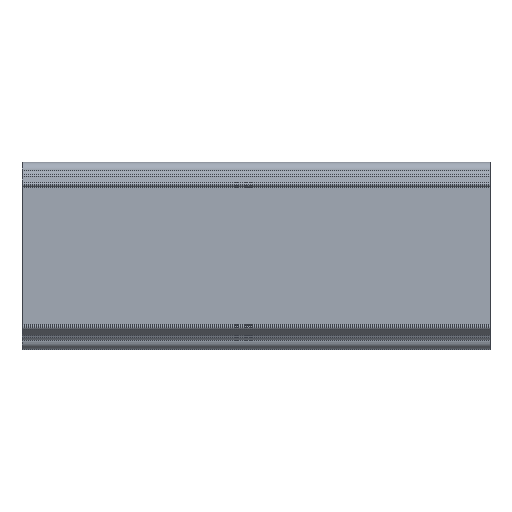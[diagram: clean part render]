
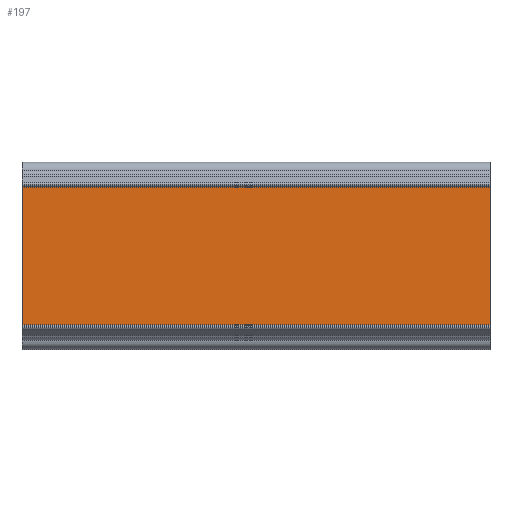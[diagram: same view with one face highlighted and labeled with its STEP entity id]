
A CAD part, top view. The second image highlights one B-rep face of the part: STEP entity #197.
In plain terms, the highlighted planar face has unit normal (0, 0, 1).
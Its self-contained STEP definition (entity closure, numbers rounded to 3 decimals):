
#197=ADVANCED_FACE('',(#372),#373,.F.);
#372=FACE_OUTER_BOUND('',#632,.T.);
#373=PLANE('',#633);
#632=EDGE_LOOP('',(#1112,#1113,#1114,#1115));
#633=AXIS2_PLACEMENT_3D('',#1116,#1117,#1118);
#1112=ORIENTED_EDGE('',*,*,#2095,.F.);
#1113=ORIENTED_EDGE('',*,*,#2096,.F.);
#1114=ORIENTED_EDGE('',*,*,#2097,.F.);
#1115=ORIENTED_EDGE('',*,*,#2093,.T.);
#1116=CARTESIAN_POINT('',(50000.0,0.,-18.5));
#1117=DIRECTION('',(0.0,0.,-1.0));
#1118=DIRECTION('',(0.0,1.0,0.));
#2093=EDGE_CURVE('',#2566,#2564,#2567,.T.);
#2095=EDGE_CURVE('',#2569,#2564,#2570,.T.);
#2096=EDGE_CURVE('',#2571,#2569,#2572,.T.);
#2097=EDGE_CURVE('',#2566,#2571,#2573,.T.);
#2564=VERTEX_POINT('',#3290);
#2566=VERTEX_POINT('',#3292);
#2567=LINE('',#3293,#3294);
#2569=VERTEX_POINT('',#3296);
#2570=LINE('',#3297,#3298);
#2571=VERTEX_POINT('',#3299);
#2572=LINE('',#3300,#3301);
#2573=LINE('',#3302,#3303);
#3290=CARTESIAN_POINT('',(-50.,16.,-18.5));
#3292=CARTESIAN_POINT('',(50.,16.,-18.5));
#3293=CARTESIAN_POINT('',(50000.0,16.,-18.5));
#3294=VECTOR('',#4097,1.0);
#3296=CARTESIAN_POINT('',(-50.,-16.,-18.5));
#3297=CARTESIAN_POINT('',(-50.,0.,-18.5));
#3298=VECTOR('',#4101,1.0);
#3299=CARTESIAN_POINT('',(50.,-16.,-18.5));
#3300=CARTESIAN_POINT('',(50000.0,-16.,-18.5));
#3301=VECTOR('',#4102,1.0);
#3302=CARTESIAN_POINT('',(50.,0.,-18.5));
#3303=VECTOR('',#4103,1.0);
#4097=DIRECTION('',(-1.0,0.0,0.0));
#4101=DIRECTION('',(0.0,1.0,0.));
#4102=DIRECTION('',(-1.0,0.0,0.0));
#4103=DIRECTION('',(0.0,-1.0,0.));
